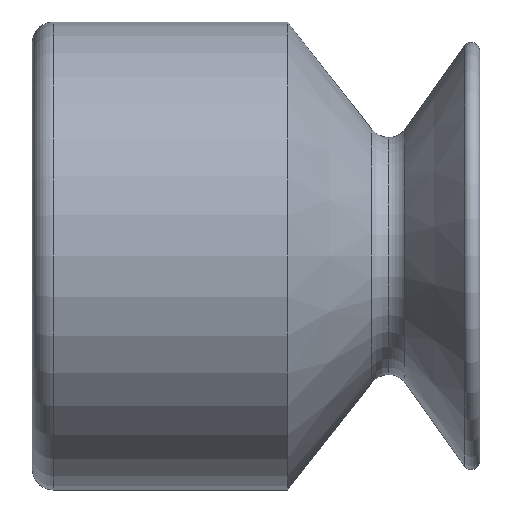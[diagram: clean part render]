
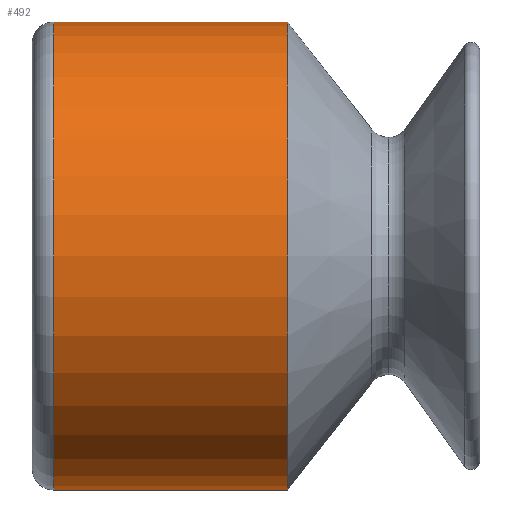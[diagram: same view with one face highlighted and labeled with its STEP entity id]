
A CAD part, left-side view. The second image highlights one B-rep face of the part: STEP entity #492.
In plain terms, the highlighted cylindrical face has radius 5.5 mm (diameter 11 mm), a partial arc.
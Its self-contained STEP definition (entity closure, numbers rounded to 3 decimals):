
#13 = CARTESIAN_POINT ( 'NONE',  ( 0., 0., 0. ) ) ;
#24 = ORIENTED_EDGE ( 'NONE', *, *, #87, .T. ) ;
#34 = CARTESIAN_POINT ( 'NONE',  ( 0., 0., -5.5 ) ) ;
#58 = LINE ( 'NONE', #311, #478 ) ;
#75 = DIRECTION ( 'NONE',  ( 0., 0., 1. ) ) ;
#87 = EDGE_CURVE ( 'NONE', #440, #144, #58, .T. ) ;
#89 = CIRCLE ( 'NONE', #339, 5.5 ) ;
#91 = DIRECTION ( 'NONE',  ( 0., 1., 0. ) ) ;
#94 = CARTESIAN_POINT ( 'NONE',  ( 0., -0.5, 5.5 ) ) ;
#112 = EDGE_CURVE ( 'NONE', #411, #280, #650, .T. ) ;
#144 = VERTEX_POINT ( 'NONE', #94 ) ;
#159 = DIRECTION ( 'NONE',  ( 0., 0., 1. ) ) ;
#167 = DIRECTION ( 'NONE',  ( 0., 1., 0. ) ) ;
#171 = ORIENTED_EDGE ( 'NONE', *, *, #112, .F. ) ;
#172 = FACE_OUTER_BOUND ( 'NONE', #598, .T. ) ;
#183 = CARTESIAN_POINT ( 'NONE',  ( 0., -6., -5.5 ) ) ;
#193 = AXIS2_PLACEMENT_3D ( 'NONE', #13, #644, #75 ) ;
#209 = ORIENTED_EDGE ( 'NONE', *, *, #623, .F. ) ;
#255 = CYLINDRICAL_SURFACE ( 'NONE', #193, 5.5 ) ;
#267 = EDGE_CURVE ( 'NONE', #411, #440, #616, .T. ) ;
#280 = VERTEX_POINT ( 'NONE', #392 ) ;
#286 = CARTESIAN_POINT ( 'NONE',  ( 0., -6., 5.5 ) ) ;
#311 = CARTESIAN_POINT ( 'NONE',  ( 0., 0., 5.5 ) ) ;
#323 = VECTOR ( 'NONE', #91, 1000. ) ;
#339 = AXIS2_PLACEMENT_3D ( 'NONE', #443, #167, #159 ) ;
#359 = AXIS2_PLACEMENT_3D ( 'NONE', #619, #662, #621 ) ;
#392 = CARTESIAN_POINT ( 'NONE',  ( 0., -0.5, -5.5 ) ) ;
#411 = VERTEX_POINT ( 'NONE', #183 ) ;
#440 = VERTEX_POINT ( 'NONE', #286 ) ;
#443 = CARTESIAN_POINT ( 'NONE',  ( 0., -0.5, 0. ) ) ;
#478 = VECTOR ( 'NONE', #656, 1000. ) ;
#492 = ADVANCED_FACE ( 'NONE', ( #172 ), #255, .T. ) ;
#598 = EDGE_LOOP ( 'NONE', ( #171, #636, #24, #209 ) ) ;
#616 = CIRCLE ( 'NONE', #359, 5.5 ) ;
#619 = CARTESIAN_POINT ( 'NONE',  ( 0., -6., 0. ) ) ;
#621 = DIRECTION ( 'NONE',  ( 0., 0., 1. ) ) ;
#623 = EDGE_CURVE ( 'NONE', #280, #144, #89, .T. ) ;
#636 = ORIENTED_EDGE ( 'NONE', *, *, #267, .T. ) ;
#644 = DIRECTION ( 'NONE',  ( 0., 1., 0. ) ) ;
#650 = LINE ( 'NONE', #34, #323 ) ;
#656 = DIRECTION ( 'NONE',  ( 0., 1., 0. ) ) ;
#662 = DIRECTION ( 'NONE',  ( 0., 1., 0. ) ) ;
